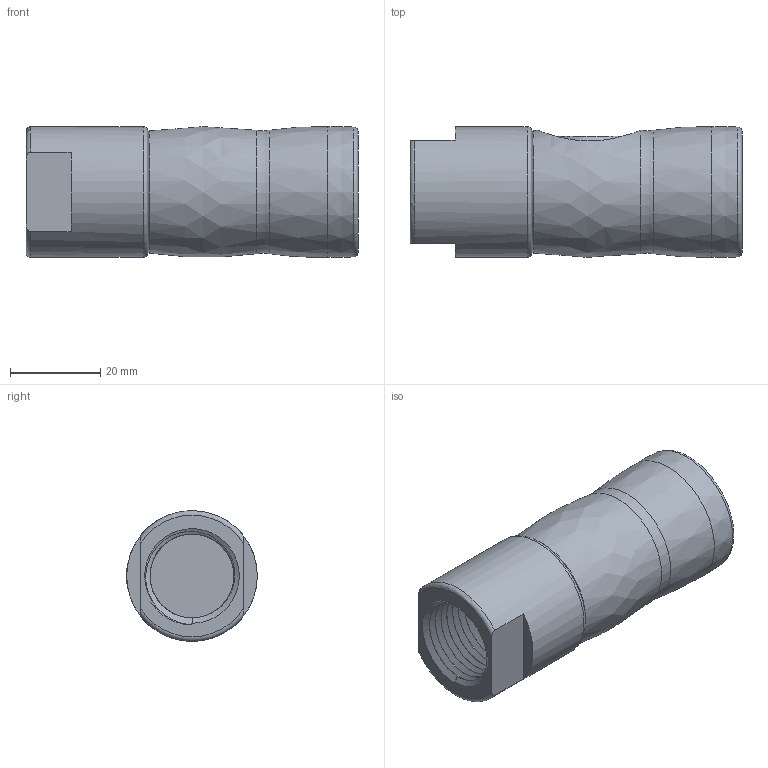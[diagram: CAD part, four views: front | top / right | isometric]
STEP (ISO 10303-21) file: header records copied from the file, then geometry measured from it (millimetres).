
FILE_DESCRIPTION(/* description */ (''),/* implementation_level */ '2;1');
FILE_NAME(/* name */ '30KPIW21APX.stp',/* time_stamp */ '2020-02-20T08:59:55+01:00',/* author */ ('IA176480'),/* organization */ (''),/* preprocessor_version */ 'ST-DEVELOPER v17',/* originating_system */ 'Autodesk Inventor 2019',/* authorisation */ '');
FILE_SCHEMA (('CONFIG_CONTROL_DESIGN'));
Length unit declared in the file: millimetre
Products named in the file (1): 30KPIW21APX
Bounding box: 73.7 x 29.02 x 29.03 mm (x, y, z)
Volume: 49229.9 mm3; surface area: 30082.6 mm2
Topology: 44 solids, 44 shells, 275 faces, 788 edges, 537 vertices
Faces by surface type: cylinder 88, plane 80, cone 41, sphere 32, torus 19, bspline 15
Full cylindrical faces by diameter (mm): 3.5 x1, 4 x11, 8 x1, 8.2 x1, 8.5 x1, 11 x3, 11.1 x2, 11.2 x3, 13.4 x1, 13.6 x1, 14 x1, 16 x1, 17.5 x1, 18 x1, 18.1 x1, 18.2 x2, 18.604 x7, 19.145 x1, 20.5 x4, 20.607 x2, 21 x1, 24.307 x2, 24.5 x1, 25 x10, 26 x3, 29.007 x1
Entity records: 21393 total; most frequent: CARTESIAN_POINT 14492, ORIENTED_EDGE 1450, DIRECTION 1367, EDGE_CURVE 725, AXIS2_PLACEMENT_3D 581, VERTEX_POINT 537, CIRCLE 316, EDGE_LOOP 310
